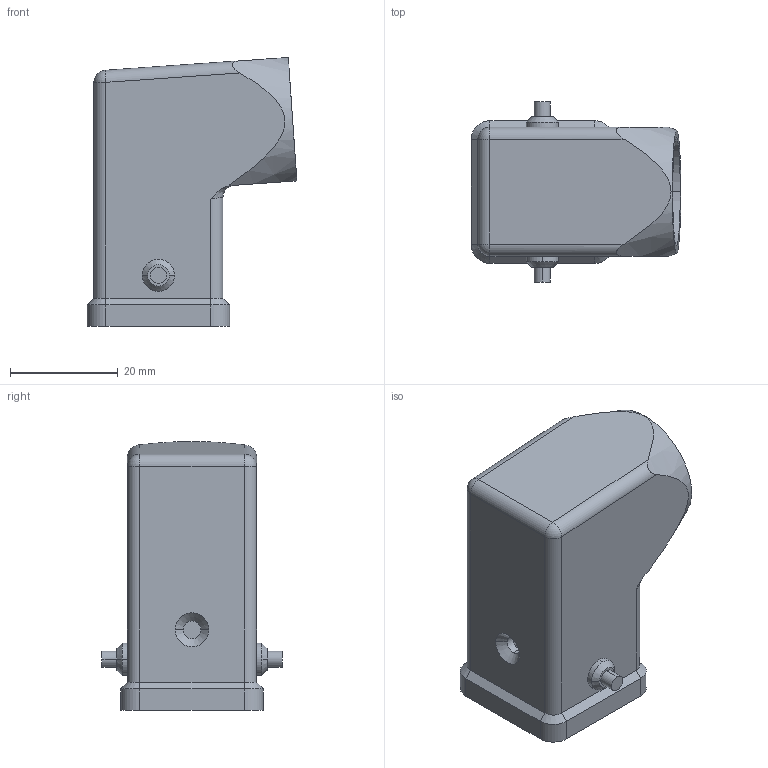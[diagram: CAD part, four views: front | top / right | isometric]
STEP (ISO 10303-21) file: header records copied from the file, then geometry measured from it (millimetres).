
FILE_DESCRIPTION(('Creo Elements/Direct Modeling STEP Export'),'2;1');
FILE_NAME('0ln7uvk49q7ckqv4616','2017-03-20T14:50:38',(''),(''),'PTC Creo Elements/Direct Modeling STEP processor for AP214 (Solid Model)','PTC Creo Elements/Direct Modeling 19.0E 27-Jun-2016 (C) Parametric Technology GmbH','');
FILE_SCHEMA(('AUTOMOTIVE_DESIGN { 1 0 10303 214 1 1 1 1 }'));
Length unit declared in the file: millimetre
Products named in the file (2): CK-MK_Tüllengehäuse_Größe_21_21_Metall_VAS; MKA_VA20.stp
Assembly tree (1 placements, depth 2):
  MKA_VA20.stp
    CK-MK_Tüllengehäuse_Größe_21_21_Metall_VAS
Bounding box: 38.98 x 33.5 x 49.98 mm (x, y, z)
Volume: 8720.4 mm3; surface area: 11419.5 mm2
Topology: 1 solids, 1 shells, 138 faces, 355 edges, 232 vertices
Faces by surface type: plane 73, cylinder 48, cone 13, sphere 2, bspline 2
Entity records: 5446 total; most frequent: CARTESIAN_POINT 973, ORIENTED_EDGE 710, DIRECTION 677, EDGE_CURVE 355, VERTEX_POINT 232, AXIS2_PLACEMENT_3D 230, VECTOR 217, LINE 217
